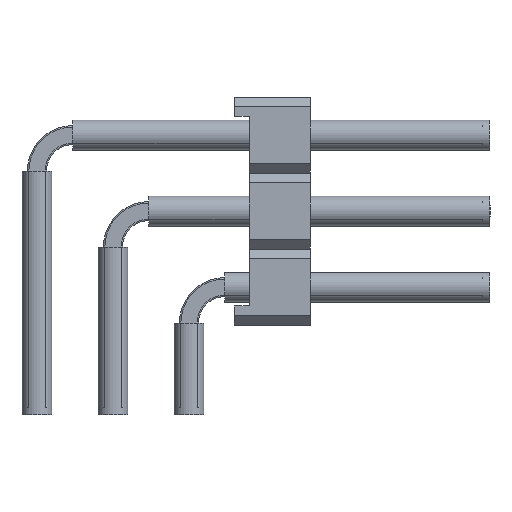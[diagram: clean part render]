
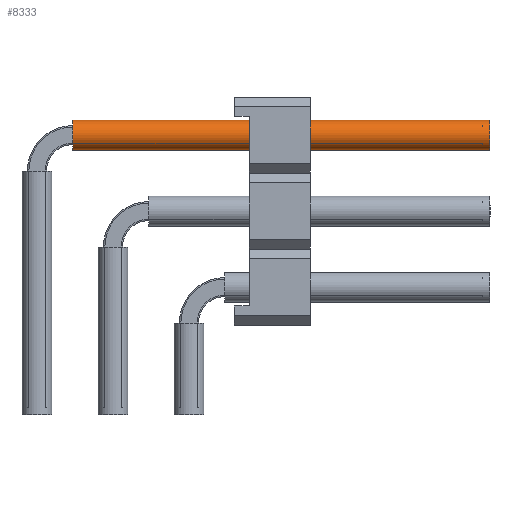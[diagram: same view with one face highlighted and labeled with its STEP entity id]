
A CAD part, left-side view. The second image highlights one B-rep face of the part: STEP entity #8333.
In plain terms, the highlighted cylindrical face has radius 0.5 mm (diameter 1 mm), a full revolution.
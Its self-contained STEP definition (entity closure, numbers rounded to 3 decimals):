
#4386=ORIENTED_EDGE('',*,*,#5656,.F.);
#4387=ORIENTED_EDGE('',*,*,#5657,.T.);
#5656=EDGE_CURVE('',#6476,#6476,#6808,.T.);
#5657=EDGE_CURVE('',#6477,#6477,#6809,.T.);
#6476=VERTEX_POINT('',#13930);
#6477=VERTEX_POINT('',#13932);
#6808=CIRCLE('',#9155,0.5);
#6809=CIRCLE('',#9156,0.5);
#7276=EDGE_LOOP('',(#4386));
#7277=EDGE_LOOP('',(#4387));
#7758=FACE_BOUND('',#7276,.T.);
#7759=FACE_BOUND('',#7277,.T.);
#7937=CYLINDRICAL_SURFACE('',#9154,0.5);
#8333=ADVANCED_FACE('',(#7758,#7759),#7937,.F.);
#9154=AXIS2_PLACEMENT_3D('',#13928,#11449,#11450);
#9155=AXIS2_PLACEMENT_3D('',#13929,#11451,#11452);
#9156=AXIS2_PLACEMENT_3D('',#13931,#11453,#11454);
#11449=DIRECTION('',(1.,0.,0.));
#11450=DIRECTION('',(0.,0.,-1.));
#11451=DIRECTION('',(-1.,0.,0.));
#11452=DIRECTION('',(0.,0.,1.));
#11453=DIRECTION('',(-1.,0.,0.));
#11454=DIRECTION('',(0.,0.,1.));
#13928=CARTESIAN_POINT('',(1.2,0.,9.35));
#13929=CARTESIAN_POINT('',(15.14,0.,9.35));
#13930=CARTESIAN_POINT('',(15.14,0.,9.85));
#13931=CARTESIAN_POINT('',(1.2,0.,9.35));
#13932=CARTESIAN_POINT('',(1.2,0.,9.85));
